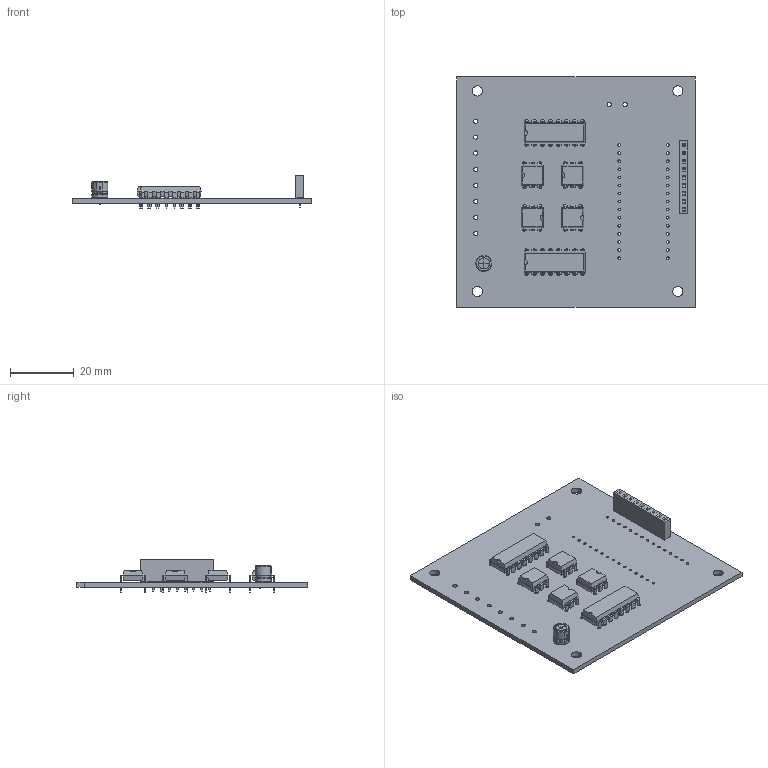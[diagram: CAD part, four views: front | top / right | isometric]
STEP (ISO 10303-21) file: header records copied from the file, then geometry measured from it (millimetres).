
FILE_DESCRIPTION(('KiCad electronic assembly'),'2;1');
FILE_NAME('Toro_Stepper_Differential.step','2022-07-21T14:48:56',( 'An Author'),('A Company'),'Open CASCADE STEP processor 7.3', 'KiCad to STEP converter','Unknown');
FILE_SCHEMA(('AUTOMOTIVE_DESIGN { 1 0 10303 214 1 1 1 1 }'));
Length unit declared in the file: millimetre
Products named in the file (10): Open CASCADE STEP translator 7.3 1; PinSocket_1x09_P2.54mm_Vertical; SOLID; CP_Radial_D5.0mm_P2.00mm; DIP-6_W7.62mm; DIP-16_W7.62mm; COMPOUND
Assembly tree (13 placements, depth 3):
  Open CASCADE STEP translator 7.3 1
    PinSocket_1x09_P2.54mm_Vertical
      SOLID
    CP_Radial_D5.0mm_P2.00mm
      SOLID
    DIP-6_W7.62mm  x4
      SOLID
    DIP-16_W7.62mm  x2
      SOLID
    COMPOUND
Bounding box: 75 x 72.5 x 10.3 mm (x, y, z)
Volume: 10362.6 mm3; surface area: 14563.8 mm2
Topology: 9 solids, 10 shells, 1473 faces, 3939 edges, 2515 vertices
Faces by surface type: plane 1098, cylinder 234, bspline 134, revolution 5, torus 2
Full cylindrical faces by diameter (mm): 0.5 x2, 0.8 x80, 1 x9, 1.32 x10, 3.2 x4
Entity records: 64735 total; most frequent: CARTESIAN_POINT 14072, DIRECTION 8269, LINE 5876, VECTOR 5876, ORIENTED_EDGE 4522, PCURVE 4522, DEFINITIONAL_REPRESENTATION 4522, EDGE_CURVE 2261
